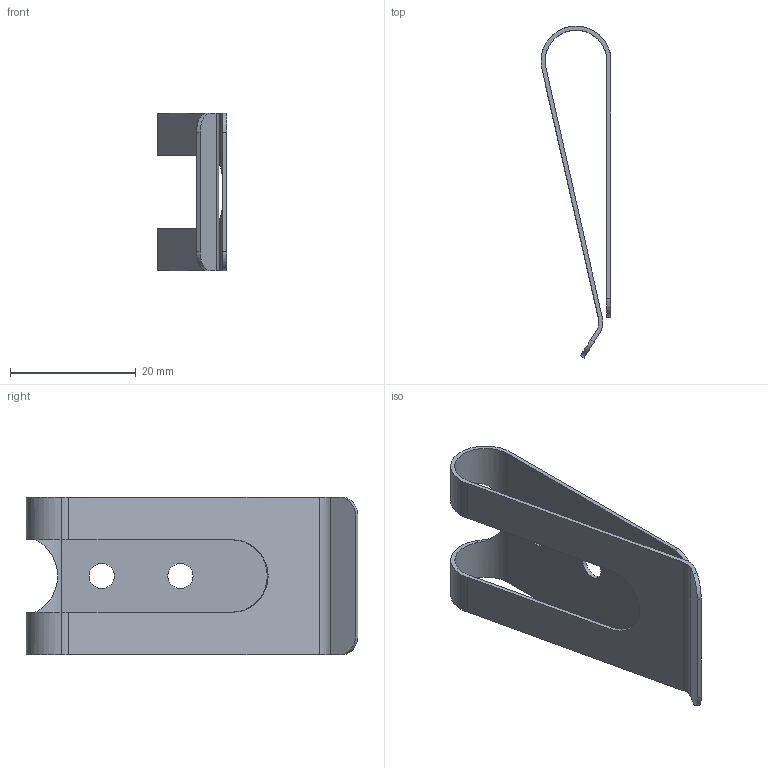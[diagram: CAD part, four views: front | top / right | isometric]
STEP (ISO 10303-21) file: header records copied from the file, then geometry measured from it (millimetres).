
FILE_DESCRIPTION (( 'STEP AP214' ), '1' );
FILE_NAME ('Metal Belt Clip.STEP', '2022-11-28T21:51:18', ( '' ), ( '' ), 'SwSTEP 2.0', 'SolidWorks 2021', '' );
FILE_SCHEMA (( 'AUTOMOTIVE_DESIGN' ));
Length unit declared in the file: millimetre
Products named in the file (1): Metal Belt Clip
Bounding box: 11.11 x 52.68 x 25 mm (x, y, z)
Volume: 1345.9 mm3; surface area: 4397.8 mm2
Topology: 1 solids, 1 shells, 34 faces, 102 edges, 68 vertices
Faces by surface type: cylinder 22, plane 12
Entity records: 1284 total; most frequent: CARTESIAN_POINT 293, ORIENTED_EDGE 204, DIRECTION 204, EDGE_CURVE 102, AXIS2_PLACEMENT_3D 75, VERTEX_POINT 68, LINE 54, VECTOR 54
